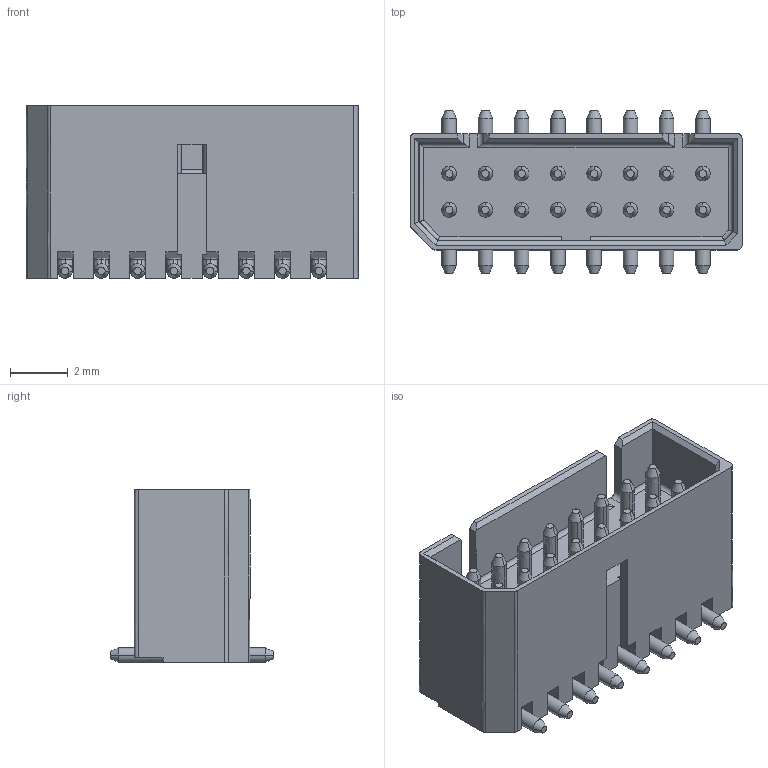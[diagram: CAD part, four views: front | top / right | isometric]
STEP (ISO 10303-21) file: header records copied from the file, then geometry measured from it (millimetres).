
FILE_DESCRIPTION( ('This file contains a STEP AP42 implementation' ,'as created by ZW3D STEP Interface translator.') ,'2;1' );
FILE_NAME( '3651-P016-059XXR02.stp' ,'241031.165524', (''), ('ZWCAD Software Co.'), 'Version 1.0', 'ZW3D to STEP translator', '' );
FILE_SCHEMA(('AUTOMOTIVE_DESIGN { 1 0 10303 214 1 1 1 1 }'));
Length unit declared in the file: millimetre
Products named in the file (3): 0; 3651-P016-059XXR02; 3651-P014-059G0R01_3
Assembly tree (1 placements, depth 2):
  0
  3651-P016-059XXR02
    3651-P014-059G0R01_3
Bounding box: 11.45 x 5.65 x 5.95 mm (x, y, z)
Volume: 177.3 mm3; surface area: 509.1 mm2
Topology: 1 solids, 1 shells, 526 faces, 1458 edges, 932 vertices
Faces by surface type: plane 186, bspline 145, cone 106, cylinder 89
Full cylindrical faces by diameter (mm): 0.5 x4
Entity records: 20835 total; most frequent: CARTESIAN_POINT 8026, ORIENTED_EDGE 2916, DIRECTION 2189, EDGE_CURVE 1458, VERTEX_POINT 932, VECTOR 803, LINE 803, AXIS2_PLACEMENT_3D 693
